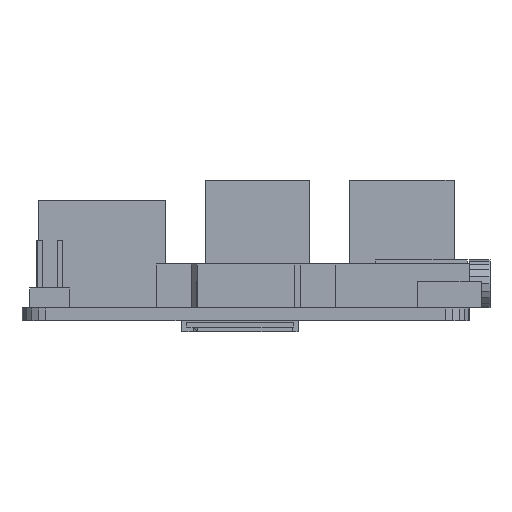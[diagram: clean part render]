
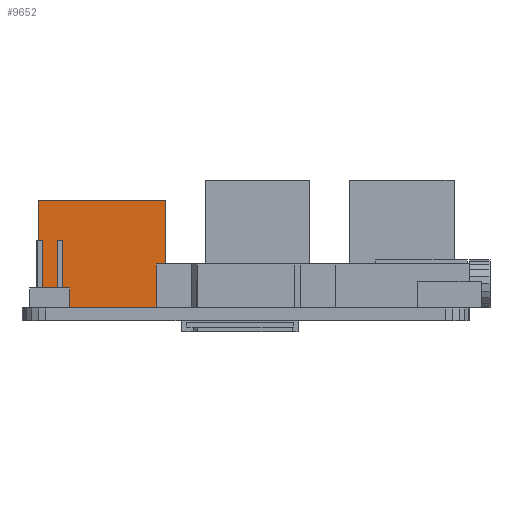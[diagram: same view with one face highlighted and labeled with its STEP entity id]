
A CAD part, left-side view. The second image highlights one B-rep face of the part: STEP entity #9652.
In plain terms, the highlighted planar face has unit normal (-1, 0, 0).
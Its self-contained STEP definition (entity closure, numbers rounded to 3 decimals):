
#948 = CARTESIAN_POINT ( 'NONE',  ( 18.7, 24.151, 16.5 ) ) ;
#1506 = LINE ( 'NONE', #6906, #7618 ) ;
#2011 = EDGE_CURVE ( 'NONE', #18524, #38139, #38520, .T. ) ;
#2855 = PLANE ( 'NONE',  #9672 ) ;
#5535 = CARTESIAN_POINT ( 'NONE',  ( 18.7, 29.461, 16.5 ) ) ;
#6906 = CARTESIAN_POINT ( 'NONE',  ( 18.7, 34.236, 3.003 ) ) ;
#7618 = VECTOR ( 'NONE', #20068, 1000. ) ;
#9652 = ADVANCED_FACE ( 'NONE', ( #41089 ), #2855, .T. ) ;
#9672 = AXIS2_PLACEMENT_3D ( 'NONE', #25492, #22108, #28779 ) ;
#11025 = ORIENTED_EDGE ( 'NONE', *, *, #2011, .T. ) ;
#12024 = CARTESIAN_POINT ( 'NONE',  ( 18.7, 40.051, 12.135 ) ) ;
#16167 = CARTESIAN_POINT ( 'NONE',  ( 18.7, 40.051, 3.003 ) ) ;
#16540 = CARTESIAN_POINT ( 'NONE',  ( 18.7, 40.051, 16.5 ) ) ;
#17416 = ORIENTED_EDGE ( 'NONE', *, *, #37111, .T. ) ;
#17811 = EDGE_CURVE ( 'NONE', #30574, #38139, #33408, .T. ) ;
#18524 = VERTEX_POINT ( 'NONE', #29681 ) ;
#19278 = VECTOR ( 'NONE', #22722, 1000. ) ;
#19845 = ORIENTED_EDGE ( 'NONE', *, *, #24049, .F. ) ;
#20068 = DIRECTION ( 'NONE',  ( 0., -1., 0. ) ) ;
#22108 = DIRECTION ( 'NONE',  ( -1., 0., 0. ) ) ;
#22518 = ORIENTED_EDGE ( 'NONE', *, *, #17811, .F. ) ;
#22722 = DIRECTION ( 'NONE',  ( 0., 0., 1. ) ) ;
#24049 = EDGE_CURVE ( 'NONE', #27843, #30574, #39536, .T. ) ;
#24355 = VECTOR ( 'NONE', #38070, 1000. ) ;
#24800 = VECTOR ( 'NONE', #25350, 1000. ) ;
#25350 = DIRECTION ( 'NONE',  ( 0., -1., 0. ) ) ;
#25492 = CARTESIAN_POINT ( 'NONE',  ( 18.7, 29.966, 11.887 ) ) ;
#27843 = VERTEX_POINT ( 'NONE', #16167 ) ;
#28541 = EDGE_LOOP ( 'NONE', ( #11025, #22518, #19845, #17416 ) ) ;
#28779 = DIRECTION ( 'NONE',  ( 0., 0., 1. ) ) ;
#29681 = CARTESIAN_POINT ( 'NONE',  ( 18.7, 24.151, 3.003 ) ) ;
#30574 = VERTEX_POINT ( 'NONE', #16540 ) ;
#33408 = LINE ( 'NONE', #5535, #24800 ) ;
#37111 = EDGE_CURVE ( 'NONE', #27843, #18524, #1506, .T. ) ;
#38070 = DIRECTION ( 'NONE',  ( 0., 0., 1. ) ) ;
#38139 = VERTEX_POINT ( 'NONE', #948 ) ;
#38520 = LINE ( 'NONE', #38708, #19278 ) ;
#38708 = CARTESIAN_POINT ( 'NONE',  ( 18.7, 24.151, 11.887 ) ) ;
#39536 = LINE ( 'NONE', #12024, #24355 ) ;
#41089 = FACE_OUTER_BOUND ( 'NONE', #28541, .T. ) ;
